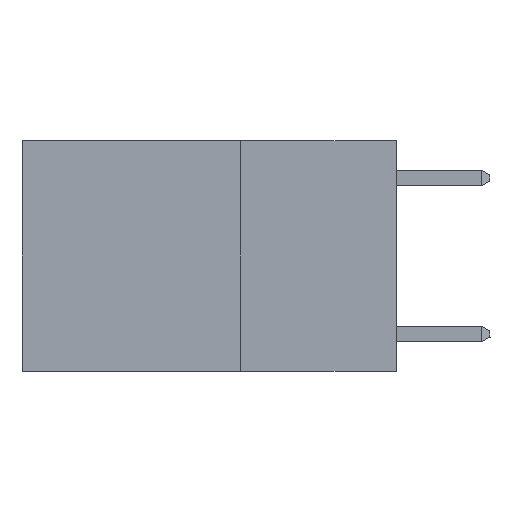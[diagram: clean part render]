
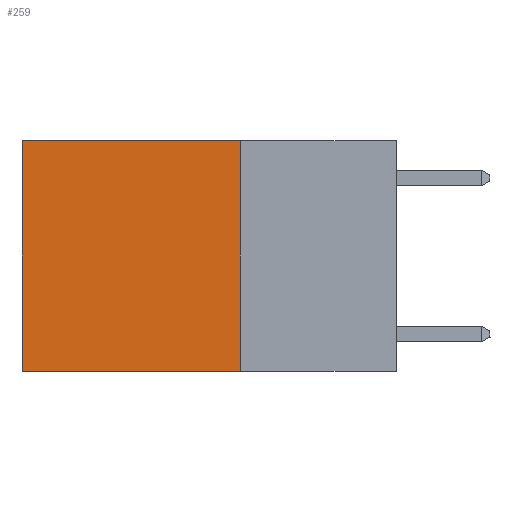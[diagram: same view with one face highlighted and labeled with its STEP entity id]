
A CAD part, left-side view. The second image highlights one B-rep face of the part: STEP entity #259.
In plain terms, the highlighted planar face has unit normal (-1, 0, 0).
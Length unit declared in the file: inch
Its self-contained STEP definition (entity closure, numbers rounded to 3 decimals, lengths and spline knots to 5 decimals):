
#259 = ADVANCED_FACE ( 'NONE', ( #9480 ), #6355, .F. ) ;
#567 = ORIENTED_EDGE ( 'NONE', *, *, #5512, .T. ) ;
#1194 = VERTEX_POINT ( 'NONE', #7242 ) ;
#1197 = ORIENTED_EDGE ( 'NONE', *, *, #11370, .T. ) ;
#1676 = VERTEX_POINT ( 'NONE', #5696 ) ;
#2793 = VECTOR ( 'NONE', #10079, 39.37008 ) ;
#3491 = CARTESIAN_POINT ( 'NONE',  ( 0.2625, 0.25, 0. ) ) ;
#3841 = DIRECTION ( 'NONE',  ( 0., 1., 0. ) ) ;
#3942 = DIRECTION ( 'NONE',  ( 1., 0., 0. ) ) ;
#3973 = VECTOR ( 'NONE', #8478, 39.37008 ) ;
#5315 = CARTESIAN_POINT ( 'NONE',  ( 0.2625, 0.25, 0. ) ) ;
#5417 = CARTESIAN_POINT ( 'NONE',  ( 0.2625, 0.25, 0. ) ) ;
#5512 = EDGE_CURVE ( 'NONE', #15082, #13005, #11009, .T. ) ;
#5696 = CARTESIAN_POINT ( 'NONE',  ( 0.2625, 0.6, -0.37 ) ) ;
#5739 = DIRECTION ( 'NONE',  ( 0., 0., -1. ) ) ;
#6355 = PLANE ( 'NONE',  #14997 ) ;
#7242 = CARTESIAN_POINT ( 'NONE',  ( 0.2625, 0.25, -0.37 ) ) ;
#8478 = DIRECTION ( 'NONE',  ( 0., 0., -1. ) ) ;
#8934 = ORIENTED_EDGE ( 'NONE', *, *, #10522, .F. ) ;
#9480 = FACE_OUTER_BOUND ( 'NONE', #11911, .T. ) ;
#9682 = CARTESIAN_POINT ( 'NONE',  ( 0.2625, 0.25, -0.37 ) ) ;
#10079 = DIRECTION ( 'NONE',  ( 0., 1., 0. ) ) ;
#10522 = EDGE_CURVE ( 'NONE', #15082, #1194, #14815, .T. ) ;
#10531 = VECTOR ( 'NONE', #3841, 39.37008 ) ;
#10790 = CARTESIAN_POINT ( 'NONE',  ( 0.2625, 0.6, 0. ) ) ;
#11009 = LINE ( 'NONE', #5315, #2793 ) ;
#11370 = EDGE_CURVE ( 'NONE', #13005, #1676, #13225, .T. ) ;
#11866 = VECTOR ( 'NONE', #5739, 39.37008 ) ;
#11911 = EDGE_LOOP ( 'NONE', ( #1197, #13949, #8934, #567 ) ) ;
#12606 = EDGE_CURVE ( 'NONE', #1194, #1676, #13540, .T. ) ;
#13005 = VERTEX_POINT ( 'NONE', #14656 ) ;
#13225 = LINE ( 'NONE', #10790, #3973 ) ;
#13540 = LINE ( 'NONE', #9682, #10531 ) ;
#13946 = DIRECTION ( 'NONE',  ( 0., 0., -1. ) ) ;
#13949 = ORIENTED_EDGE ( 'NONE', *, *, #12606, .F. ) ;
#14656 = CARTESIAN_POINT ( 'NONE',  ( 0.2625, 0.6, 0. ) ) ;
#14815 = LINE ( 'NONE', #3491, #11866 ) ;
#14997 = AXIS2_PLACEMENT_3D ( 'NONE', #5417, #3942, #13946 ) ;
#15035 = CARTESIAN_POINT ( 'NONE',  ( 0.2625, 0.25, 0. ) ) ;
#15082 = VERTEX_POINT ( 'NONE', #15035 ) ;
